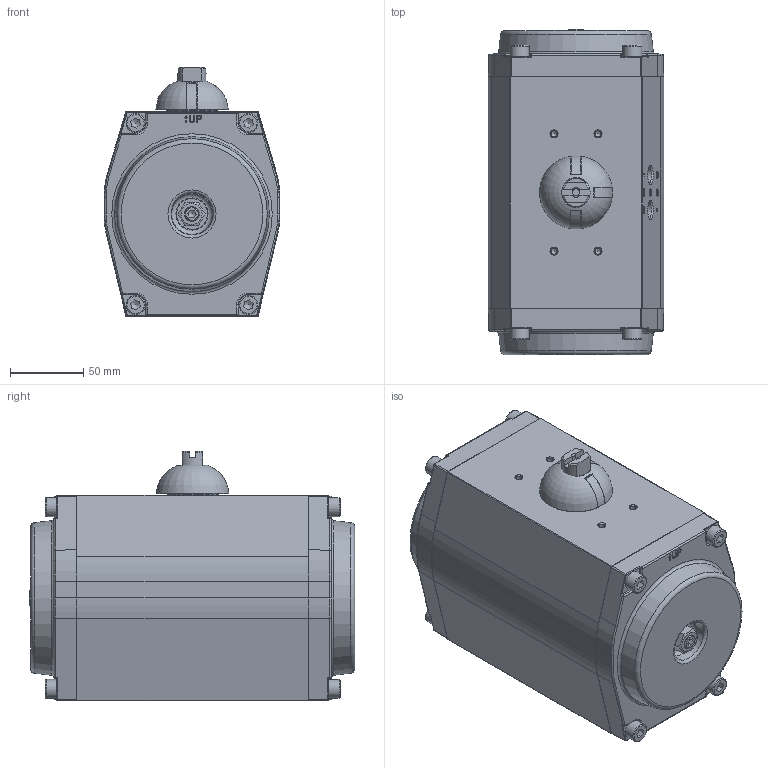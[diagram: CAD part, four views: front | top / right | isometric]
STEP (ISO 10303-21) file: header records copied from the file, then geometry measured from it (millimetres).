
FILE_DESCRIPTION(/* description */ ('Unknown'),/* implementation_level */ '2;1');
FILE_NAME(/* name */ 'GTA-110x90',/* time_stamp */ '2018-10-01T11:18:05+02:00',/* author */ ('Unknown'),/* organization */ ('Unknown'),/* preprocessor_version */ 'ST-DEVELOPER v16.7',/* originating_system */ 'DEX',/* authorisation */ $);
FILE_SCHEMA (('AUTOMOTIVE_DESIGN {1 0 10303 214 3 1 1}'));
Length unit declared in the file: millimetre
Products named in the file (1): GTA-110x90
Bounding box: 120 x 222.12 x 170 mm (x, y, z)
Surface area: 165086.5 mm2 (no closed solid volume)
Topology: 0 solids, 25 shells, 568 faces, 1701 edges, 1150 vertices
Faces by surface type: plane 257, cylinder 147, cone 99, torus 47, sphere 16, bspline 2
Full cylindrical faces by diameter (mm): 4.134 x9, 4.917 x1, 5.2 x1, 6.5 x1, 6.647 x4, 8.376 x4, 10 x2, 11.445 x2, 13 x8, 19.5 x1, 21 x2, 29.5 x1, 35 x1, 40.3 x1
Entity records: 19542 total; most frequent: CARTESIAN_POINT 4543, DIRECTION 3037, ORIENTED_EDGE 2622, EDGE_CURVE 1508, AXIS2_PLACEMENT_3D 1130, VERTEX_POINT 1102, LINE 777, VECTOR 777
